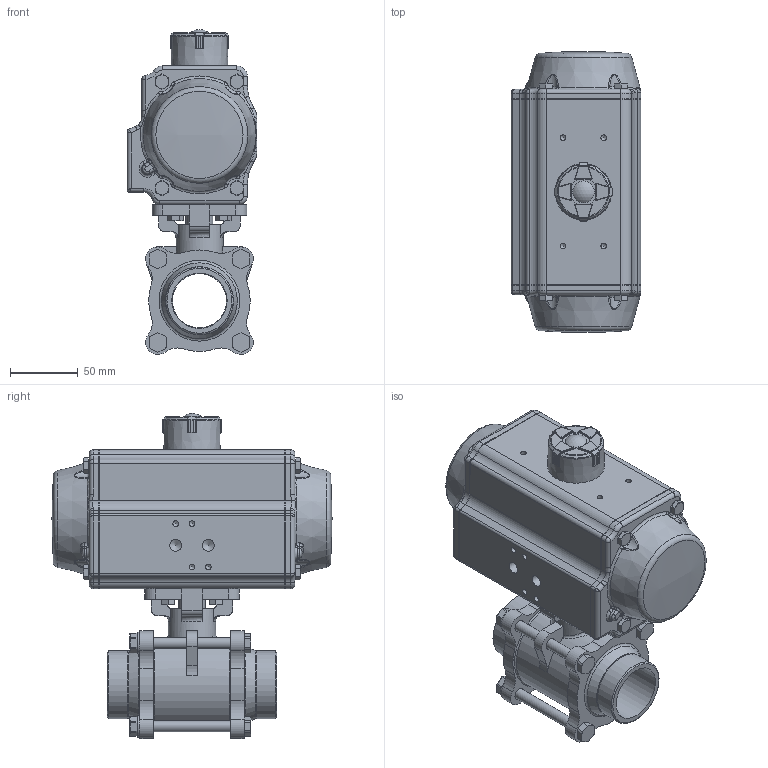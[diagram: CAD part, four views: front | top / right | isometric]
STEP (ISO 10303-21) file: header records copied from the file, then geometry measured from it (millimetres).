
FILE_DESCRIPTION(/* description */ ('Unknown'),/* implementation_level */ '2;1');
FILE_NAME(/* name */ 'FR03 9325-08',/* time_stamp */ '2022-10-25T13:36:01+02:00',/* author */ ('Unknown'),/* organization */ ('Unknown'),/* preprocessor_version */ 'ST-DEVELOPER v16.7',/* originating_system */ 'Solid Edge',/* authorisation */ 'Unknown');
FILE_SCHEMA (('AUTOMOTIVE_DESIGN {1 0 10303 214 3 1 1}'));
Length unit declared in the file: millimetre
Products named in the file (15): FR52-8.122.040; 8.122.040; DIN933_M8x84; DIN126-M8; M8; DIN558_M_6x16.1.3; DW04_FR03_(DW70_FR52); ____; ________(___________; _____________; ______; hex head bolts-full thread grade c gb_GB_FASTENER_BOLT_HHBFTC M6X20-N; cup head nib bolts with large head gb_GB_FASTENER_BOLT_CHNBW M6X25-N; KP-75
Assembly tree (35 placements, depth 4):
  FR52-8.122.040
    8.122.040
      8.122.040
      DIN933_M8x84  x4
      DIN126-M8  x4
      M8  x4
    DIN558_M_6x16.1.3  x4
    DW04_FR03_(DW70_FR52)
      ____
        ________(___________  x2
        _____________  x2
        ______
      hex head bolts-full thread grade c gb_GB_FASTENER_BOLT_HHBFTC M6X20-N  x8
      cup head nib bolts with large head gb_GB_FASTENER_BOLT_CHNBW M6X25-N
      KP-75
Bounding box: 96 x 206.95 x 240.16 mm (x, y, z)
Volume: 1931514.7 mm3; surface area: 199261.2 mm2
Topology: 32 solids, 32 shells, 1320 faces, 3211 edges, 1976 vertices
Faces by surface type: plane 519, cylinder 395, cone 151, bspline 134, torus 104, sphere 17
Full cylindrical faces by diameter (mm): 3 x18, 3.3 x8, 4.2 x8, 4.66 x1, 5 x13, 6 x13, 6.2 x1, 6.647 x4, 6.8 x4, 7 x4, 8 x4, 8.8 x2, 9 x18, 16 x4, 20 x1, 21.8 x1, 24.6 x1, 32 x2, 35 x1, 38.5 x1, 40 x2, 40.9 x2, 50 x2, 69.5 x1
Entity records: 30480 total; most frequent: CARTESIAN_POINT 10135, DIRECTION 4120, ORIENTED_EDGE 3890, EDGE_CURVE 1945, AXIS2_PLACEMENT_3D 1643, VERTEX_POINT 1298, FACE_BOUND 1119, EDGE_LOOP 1092
